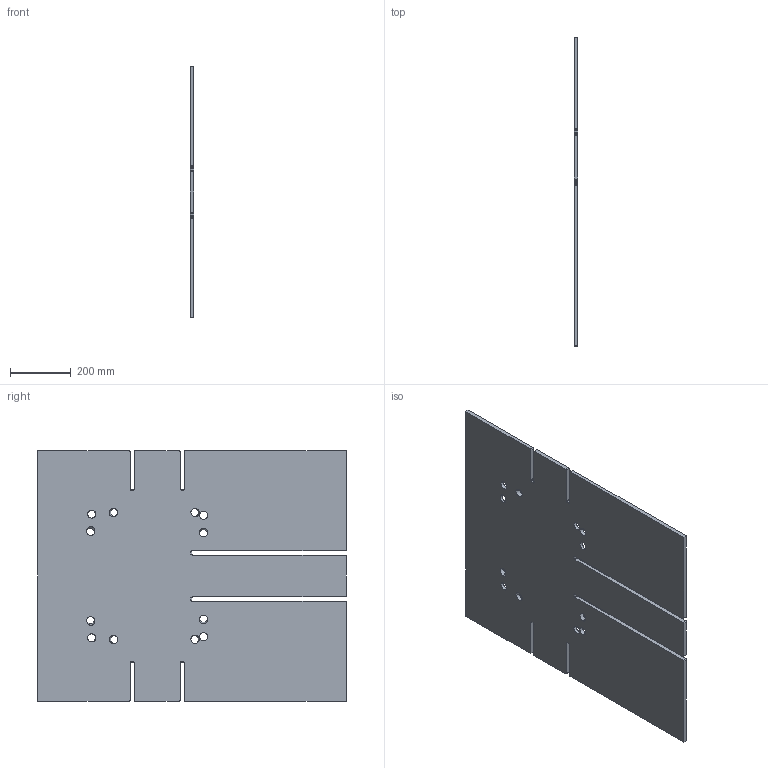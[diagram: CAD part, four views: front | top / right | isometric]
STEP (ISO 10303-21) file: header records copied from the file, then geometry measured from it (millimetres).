
FILE_DESCRIPTION (( 'STEP AP214' ), '1' );
FILE_NAME ('Yellow_1.STEP', '2024-03-26T23:16:53', ( '' ), ( '' ), 'SwSTEP 2.0', 'SolidWorks 2024', '' );
FILE_SCHEMA (( 'AUTOMOTIVE_DESIGN' ));
Length unit declared in the file: inch
Products named in the file (1): Yellow_1
Bounding box: 12.7 x 1016 x 825.5 mm (x, y, z)
Volume: 10285591 mm3; surface area: 1718262.1 mm2
Topology: 1 solids, 1 shells, 114 faces, 312 edges, 200 vertices
Faces by surface type: cylinder 60, plane 30, torus 24
Entity records: 3875 total; most frequent: CARTESIAN_POINT 987, ORIENTED_EDGE 624, DIRECTION 582, EDGE_CURVE 312, AXIS2_PLACEMENT_3D 219, VERTEX_POINT 200, LINE 144, VECTOR 144
